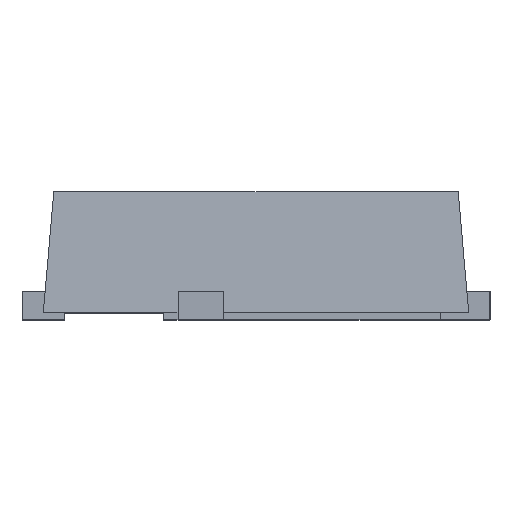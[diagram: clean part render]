
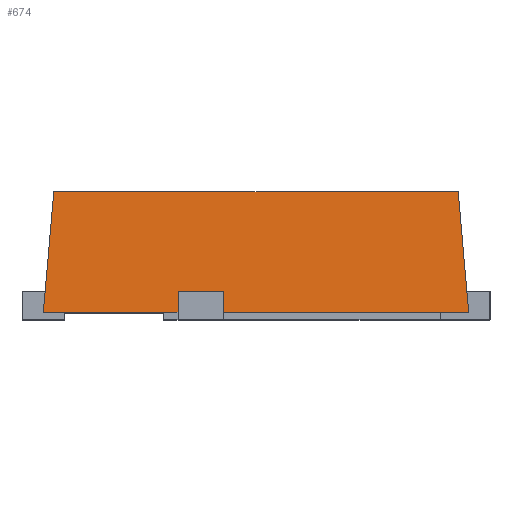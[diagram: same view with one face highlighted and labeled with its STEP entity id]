
A CAD part, top view. The second image highlights one B-rep face of the part: STEP entity #674.
In plain terms, the highlighted planar face has unit normal (0, 0.087, 0.996).
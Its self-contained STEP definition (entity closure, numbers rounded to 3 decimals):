
#5 = LINE ( 'NONE', #924, #1586 ) ;
#32 = ORIENTED_EDGE ( 'NONE', *, *, #1492, .T. ) ;
#163 = VERTEX_POINT ( 'NONE', #1396 ) ;
#215 = VERTEX_POINT ( 'NONE', #1407 ) ;
#246 = ORIENTED_EDGE ( 'NONE', *, *, #1323, .F. ) ;
#301 = DIRECTION ( 'NONE',  ( 0., 0.087, 0.996 ) ) ;
#451 = VERTEX_POINT ( 'NONE', #1758 ) ;
#550 = CARTESIAN_POINT ( 'NONE',  ( -0.55, 0.05, 1.6 ) ) ;
#606 = LINE ( 'NONE', #1376, #2108 ) ;
#626 = ORIENTED_EDGE ( 'NONE', *, *, #2176, .F. ) ;
#670 = VECTOR ( 'NONE', #1523, 1000. ) ;
#674 = ADVANCED_FACE ( 'NONE', ( #3106 ), #2358, .T. ) ;
#778 = ORIENTED_EDGE ( 'NONE', *, *, #2576, .T. ) ;
#789 = CARTESIAN_POINT ( 'NONE',  ( -1.5, 0.05, 1.6 ) ) ;
#830 = VERTEX_POINT ( 'NONE', #2414 ) ;
#831 = LINE ( 'NONE', #789, #2579 ) ;
#924 = CARTESIAN_POINT ( 'NONE',  ( -1.5, 0.05, 1.6 ) ) ;
#935 = EDGE_CURVE ( 'NONE', #1703, #451, #831, .T. ) ;
#1013 = AXIS2_PLACEMENT_3D ( 'NONE', #1082, #301, #2112 ) ;
#1080 = CARTESIAN_POINT ( 'NONE',  ( -1.5, 0.2, 1.587 ) ) ;
#1082 = CARTESIAN_POINT ( 'NONE',  ( -1.5, 0.05, 1.6 ) ) ;
#1118 = LINE ( 'NONE', #2516, #670 ) ;
#1124 = EDGE_CURVE ( 'NONE', #163, #215, #1118, .T. ) ;
#1219 = DIRECTION ( 'NONE',  ( 1., 0., 0. ) ) ;
#1238 = LINE ( 'NONE', #550, #2616 ) ;
#1323 = EDGE_CURVE ( 'NONE', #2130, #1956, #1238, .T. ) ;
#1376 = CARTESIAN_POINT ( 'NONE',  ( -1.5, 0.9, 1.526 ) ) ;
#1396 = CARTESIAN_POINT ( 'NONE',  ( 1.426, 0.9, 1.526 ) ) ;
#1407 = CARTESIAN_POINT ( 'NONE',  ( 1.5, 0.05, 1.6 ) ) ;
#1492 = EDGE_CURVE ( 'NONE', #1782, #215, #2851, .T. ) ;
#1523 = DIRECTION ( 'NONE',  ( 0.087, -0.992, 0.087 ) ) ;
#1586 = VECTOR ( 'NONE', #1219, 1000. ) ;
#1598 = DIRECTION ( 'NONE',  ( 1., 0., 0. ) ) ;
#1604 = DIRECTION ( 'NONE',  ( 1., 0., 0. ) ) ;
#1622 = LINE ( 'NONE', #1080, #1744 ) ;
#1703 = VERTEX_POINT ( 'NONE', #2562 ) ;
#1744 = VECTOR ( 'NONE', #1604, 1000. ) ;
#1758 = CARTESIAN_POINT ( 'NONE',  ( -1.5, 0.05, 1.6 ) ) ;
#1782 = VERTEX_POINT ( 'NONE', #2312 ) ;
#1836 = VECTOR ( 'NONE', #2083, 1000. ) ;
#1956 = VERTEX_POINT ( 'NONE', #2410 ) ;
#1992 = ORIENTED_EDGE ( 'NONE', *, *, #935, .T. ) ;
#2008 = CARTESIAN_POINT ( 'NONE',  ( -0.55, 0.2, 1.587 ) ) ;
#2083 = DIRECTION ( 'NONE',  ( 0., 0.996, -0.087 ) ) ;
#2108 = VECTOR ( 'NONE', #1598, 1000. ) ;
#2112 = DIRECTION ( 'NONE',  ( 0., -0.996, 0.087 ) ) ;
#2130 = VERTEX_POINT ( 'NONE', #2008 ) ;
#2149 = EDGE_LOOP ( 'NONE', ( #246, #2748, #626, #32, #2760, #2334, #1992, #778 ) ) ;
#2176 = EDGE_CURVE ( 'NONE', #1782, #830, #2475, .T. ) ;
#2260 = EDGE_CURVE ( 'NONE', #2130, #830, #1622, .T. ) ;
#2312 = CARTESIAN_POINT ( 'NONE',  ( -0.23, 0.05, 1.6 ) ) ;
#2334 = ORIENTED_EDGE ( 'NONE', *, *, #3000, .F. ) ;
#2350 = DIRECTION ( 'NONE',  ( 0., -0.996, 0.087 ) ) ;
#2358 = PLANE ( 'NONE',  #1013 ) ;
#2405 = DIRECTION ( 'NONE',  ( 1., 0., 0. ) ) ;
#2410 = CARTESIAN_POINT ( 'NONE',  ( -0.55, 0.05, 1.6 ) ) ;
#2414 = CARTESIAN_POINT ( 'NONE',  ( -0.23, 0.2, 1.587 ) ) ;
#2475 = LINE ( 'NONE', #2555, #1836 ) ;
#2516 = CARTESIAN_POINT ( 'NONE',  ( 1.5, 0.05, 1.6 ) ) ;
#2555 = CARTESIAN_POINT ( 'NONE',  ( -0.23, 0.05, 1.6 ) ) ;
#2562 = CARTESIAN_POINT ( 'NONE',  ( -1.426, 0.9, 1.526 ) ) ;
#2576 = EDGE_CURVE ( 'NONE', #451, #1956, #5, .T. ) ;
#2579 = VECTOR ( 'NONE', #2848, 1000. ) ;
#2616 = VECTOR ( 'NONE', #2350, 1000. ) ;
#2709 = CARTESIAN_POINT ( 'NONE',  ( -1.5, 0.05, 1.6 ) ) ;
#2748 = ORIENTED_EDGE ( 'NONE', *, *, #2260, .T. ) ;
#2760 = ORIENTED_EDGE ( 'NONE', *, *, #1124, .F. ) ;
#2848 = DIRECTION ( 'NONE',  ( -0.087, -0.992, 0.087 ) ) ;
#2851 = LINE ( 'NONE', #2709, #3139 ) ;
#3000 = EDGE_CURVE ( 'NONE', #1703, #163, #606, .T. ) ;
#3106 = FACE_OUTER_BOUND ( 'NONE', #2149, .T. ) ;
#3139 = VECTOR ( 'NONE', #2405, 1000. ) ;
